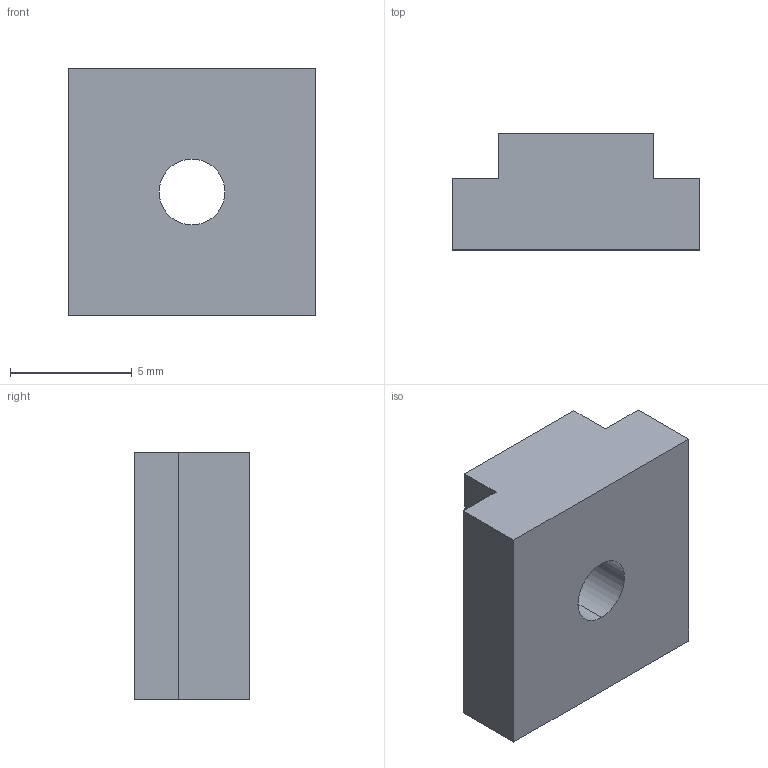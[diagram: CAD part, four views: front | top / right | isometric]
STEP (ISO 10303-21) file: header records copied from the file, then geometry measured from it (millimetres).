
FILE_DESCRIPTION (( 'STEP AP203' ), '1' );
FILE_NAME ('8020 10 series actobotics adaptor (v3).STEP', '2015-06-15T14:13:44', ( 'Kyle' ), ( 'Microsoft' ), 'SwSTEP 2.0', 'SolidWorks 2014', '' );
FILE_SCHEMA (( 'CONFIG_CONTROL_DESIGN' ));
Length unit declared in the file: inch
Products named in the file (1): 8020 10 series actobotics adaptor (v3)
Bounding box: 10.16 x 4.76 x 10.16 mm (x, y, z)
Volume: 393.4 mm3; surface area: 415 mm2
Topology: 1 solids, 1 shells, 12 faces, 30 edges, 20 vertices
Faces by surface type: plane 10, cylinder 2
Entity records: 441 total; most frequent: CARTESIAN_POINT 63, DIRECTION 60, ORIENTED_EDGE 60, EDGE_CURVE 30, VECTOR 26, LINE 26, VERTEX_POINT 20, AXIS2_PLACEMENT_3D 17
